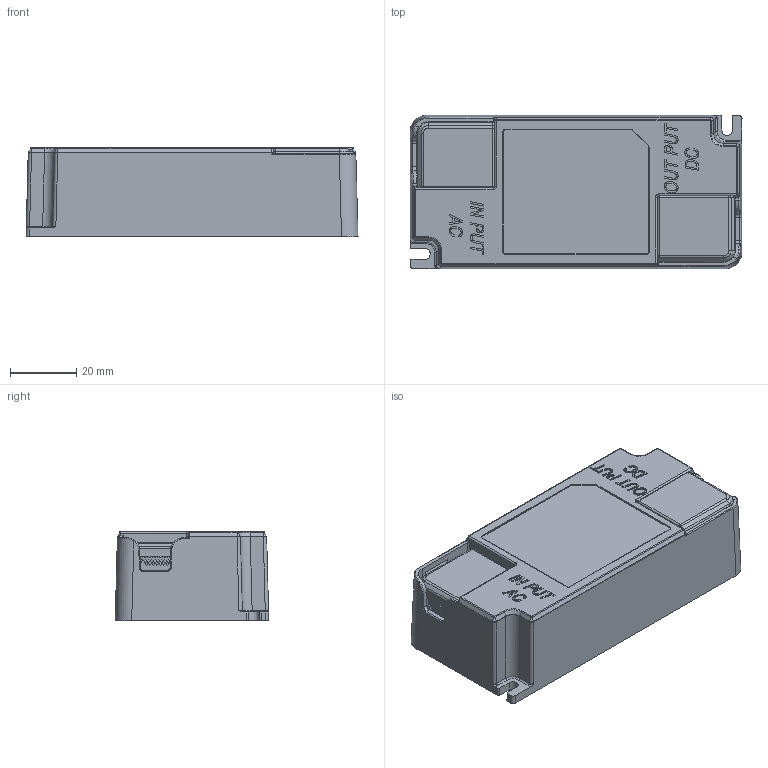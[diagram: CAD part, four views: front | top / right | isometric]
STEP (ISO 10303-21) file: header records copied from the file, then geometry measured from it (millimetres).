
FILE_DESCRIPTION((''),'2;1');
FILE_NAME('I786E_ASM','2023-05-13T08:31:34',('Lenovo'),(''),'CREO PARAMETRIC BY PTC INC, 2016510','CREO PARAMETRIC BY PTC INC, 2016510','');
FILE_SCHEMA(('CONFIG_CONTROL_DESIGN'));
Length unit declared in the file: millimetre
Products named in the file (6): TOP_181; 6_3; BOT_81_1; PCB_9; ASM0001_ASM_81_ASM; I786E_ASM
Assembly tree (6 placements, depth 3):
  I786E_ASM
    ASM0001_ASM_81_ASM
      TOP_181
      6_3  x2
      BOT_81_1
      PCB_9
Bounding box: 100.5 x 46.5 x 27.15 mm (x, y, z)
Volume: 27939.2 mm3; surface area: 48532 mm2
Topology: 5 solids, 5 shells, 1474 faces, 4027 edges, 2586 vertices
Faces by surface type: plane 959, cylinder 270, extrusion 124, bspline 82, cone 20, torus 17, sphere 2
Entity records: 44425 total; most frequent: CARTESIAN_POINT 13784, ORIENTED_EDGE 6942, DIRECTION 5240, EDGE_CURVE 3471, VECTOR 2658, LINE 2534, VERTEX_POINT 2236, EDGE_LOOP 1301
